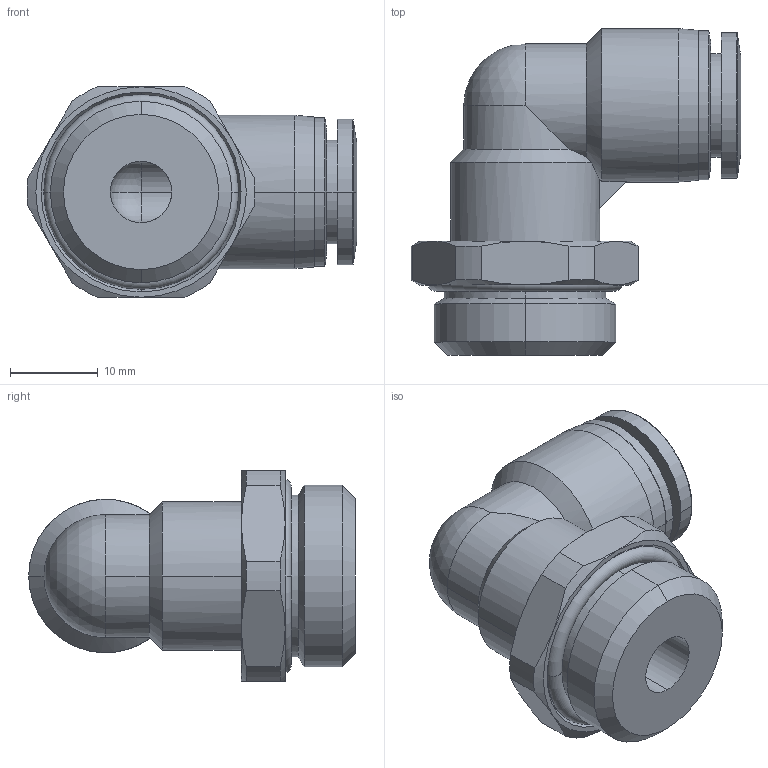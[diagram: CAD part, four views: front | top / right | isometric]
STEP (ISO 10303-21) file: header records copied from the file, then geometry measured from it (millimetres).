
FILE_DESCRIPTION (( 'STEP AP214' ), '1' );
FILE_NAME ('ME10M-12G.step', '2019-07-30T13:18:18', ( '' ), ( '' ), 'SwSTEP 2.0', 'SolidWorks 2018', '' );
FILE_SCHEMA (( 'AUTOMOTIVE_DESIGN' ));
Length unit declared in the file: inch
Products named in the file (1): ME10M-12G
Bounding box: 37.59 x 37.25 x 24 mm (x, y, z)
Volume: 9999.5 mm3; surface area: 5847.2 mm2
Topology: 2 solids, 2 shells, 87 faces, 199 edges, 119 vertices
Faces by surface type: cylinder 30, cone 27, plane 18, torus 6, bspline 3, sphere 3
Entity records: 2752 total; most frequent: CARTESIAN_POINT 782, DIRECTION 417, ORIENTED_EDGE 392, EDGE_CURVE 196, AXIS2_PLACEMENT_3D 182, VERTEX_POINT 119, EDGE_LOOP 97, CIRCLE 97
